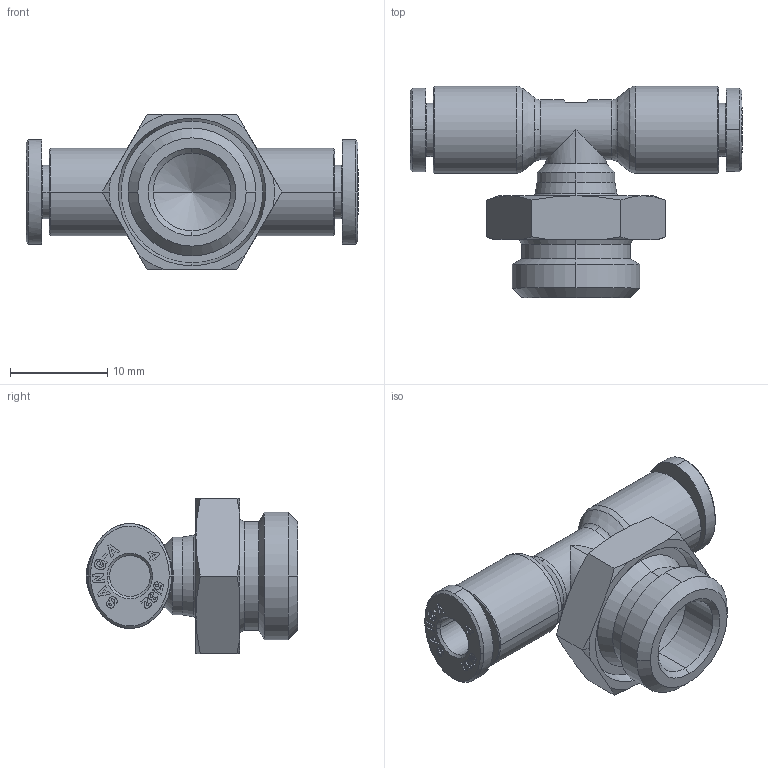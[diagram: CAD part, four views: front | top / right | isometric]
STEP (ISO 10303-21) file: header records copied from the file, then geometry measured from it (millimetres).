
FILE_DESCRIPTION (( 'STEP AP214' ), '1' );
FILE_NAME ('PT04-G02.stp', '2015-10-14T10:22:00', ( '' ), ( '' ), 'SwSTEP 2.0', 'SolidWorks 2015', '' );
FILE_SCHEMA (( 'AUTOMOTIVE_DESIGN' ));
Length unit declared in the file: millimetre
Products named in the file (2): PT04-G02; ｦ+ﾃｦ1
Assembly tree (1 placements, depth 2):
  PT04-G02
    ｦ+ﾃｦ1
Bounding box: 34.2 x 21.8 x 16 mm (x, y, z)
Volume: 2965.8 mm3; surface area: 2742.2 mm2
Topology: 1 solids, 1 shells, 827 faces, 2327 edges, 1538 vertices
Faces by surface type: plane 673, bspline 64, cone 45, cylinder 39, torus 6
Entity records: 28763 total; most frequent: CARTESIAN_POINT 7044, ORIENTED_EDGE 4650, DIRECTION 3830, EDGE_CURVE 2325, LINE 1994, VECTOR 1994, VERTEX_POINT 1538, AXIS2_PLACEMENT_3D 918
